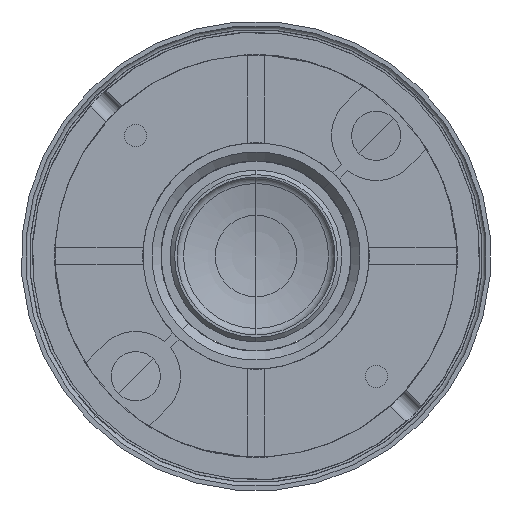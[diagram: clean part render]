
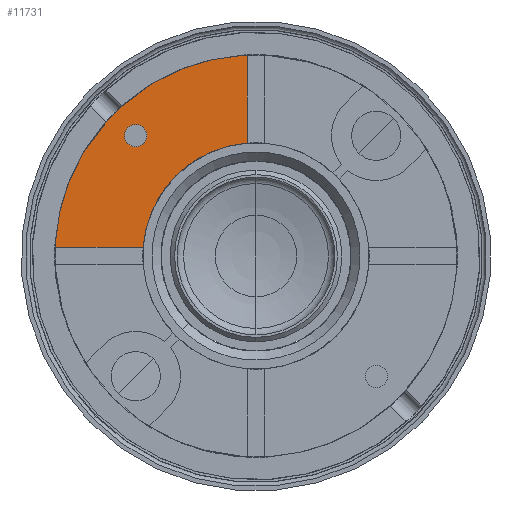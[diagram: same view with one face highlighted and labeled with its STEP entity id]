
A CAD part, front view. The second image highlights one B-rep face of the part: STEP entity #11731.
In plain terms, the highlighted planar face has unit normal (0, -1, 0).
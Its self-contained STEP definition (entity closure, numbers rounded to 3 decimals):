
#268 = VERTEX_POINT ( 'NONE', #10385 ) ;
#449 = CARTESIAN_POINT ( 'NONE',  ( -38., 4., -2.5 ) ) ;
#622 = DIRECTION ( 'NONE',  ( 0., -1., 0. ) ) ;
#722 = VECTOR ( 'NONE', #8621, 1000. ) ;
#1358 = CARTESIAN_POINT ( 'NONE',  ( 0., 4., 0. ) ) ;
#1481 = VERTEX_POINT ( 'NONE', #10641 ) ;
#2177 = ORIENTED_EDGE ( 'NONE', *, *, #5923, .F. ) ;
#2392 = DIRECTION ( 'NONE',  ( 0., 0., 1. ) ) ;
#2511 = CARTESIAN_POINT ( 'NONE',  ( 0., 4., 0. ) ) ;
#2692 = CARTESIAN_POINT ( 'NONE',  ( -33.203, 4., 30.374 ) ) ;
#3326 = DIRECTION ( 'NONE',  ( 0., 1., 0. ) ) ;
#3520 = EDGE_LOOP ( 'NONE', ( #2177, #5870, #11693, #6361 ) ) ;
#3755 = DIRECTION ( 'NONE',  ( 0., 0., 1. ) ) ;
#4162 = EDGE_LOOP ( 'NONE', ( #7891, #11315 ) ) ;
#4587 = CARTESIAN_POINT ( 'NONE',  ( -38., 4., 2.5 ) ) ;
#4767 = VERTEX_POINT ( 'NONE', #449 ) ;
#5297 = EDGE_CURVE ( 'NONE', #10866, #4767, #9149, .T. ) ;
#5337 = EDGE_CURVE ( 'NONE', #1481, #8427, #6916, .T. ) ;
#5830 = CARTESIAN_POINT ( 'NONE',  ( -38., 4., 0. ) ) ;
#5870 = ORIENTED_EDGE ( 'NONE', *, *, #5337, .F. ) ;
#5923 = EDGE_CURVE ( 'NONE', #8427, #268, #7592, .T. ) ;
#6058 = CIRCLE ( 'NONE', #7465, 45. ) ;
#6361 = ORIENTED_EDGE ( 'NONE', *, *, #8252, .F. ) ;
#6539 = DIRECTION ( 'NONE',  ( 0.707, 0., -0.707 ) ) ;
#6916 = CIRCLE ( 'NONE', #9567, 25.3 ) ;
#6936 = CIRCLE ( 'NONE', #8138, 2.5 ) ;
#7165 = DIRECTION ( 'NONE',  ( 1., 0., 0. ) ) ;
#7201 = DIRECTION ( 'NONE',  ( 0., 0., 1. ) ) ;
#7323 = AXIS2_PLACEMENT_3D ( 'NONE', #1358, #12177, #7201 ) ;
#7465 = AXIS2_PLACEMENT_3D ( 'NONE', #9097, #3326, #7165 ) ;
#7481 = CARTESIAN_POINT ( 'NONE',  ( -19.248, 4., -16.42 ) ) ;
#7533 = VERTEX_POINT ( 'NONE', #7704 ) ;
#7592 = LINE ( 'NONE', #9706, #722 ) ;
#7704 = CARTESIAN_POINT ( 'NONE',  ( -33.203, 4., 30.374 ) ) ;
#7891 = ORIENTED_EDGE ( 'NONE', *, *, #5297, .T. ) ;
#7923 = AXIS2_PLACEMENT_3D ( 'NONE', #11023, #11211, #2392 ) ;
#8138 = AXIS2_PLACEMENT_3D ( 'NONE', #5830, #12457, #3755 ) ;
#8187 = DIRECTION ( 'NONE',  ( 1., 0., 0. ) ) ;
#8252 = EDGE_CURVE ( 'NONE', #268, #7533, #6058, .T. ) ;
#8427 = VERTEX_POINT ( 'NONE', #7481 ) ;
#8621 = DIRECTION ( 'NONE',  ( -0.707, 0., -0.707 ) ) ;
#9097 = CARTESIAN_POINT ( 'NONE',  ( 0., 4., 0. ) ) ;
#9130 = FACE_BOUND ( 'NONE', #4162, .T. ) ;
#9149 = CIRCLE ( 'NONE', #7923, 2.5 ) ;
#9567 = AXIS2_PLACEMENT_3D ( 'NONE', #2511, #622, #8187 ) ;
#9706 = CARTESIAN_POINT ( 'NONE',  ( -19.248, 4., -16.42 ) ) ;
#9858 = EDGE_CURVE ( 'NONE', #7533, #1481, #11390, .T. ) ;
#10147 = PLANE ( 'NONE',  #7323 ) ;
#10385 = CARTESIAN_POINT ( 'NONE',  ( -33.203, 4., -30.374 ) ) ;
#10641 = CARTESIAN_POINT ( 'NONE',  ( -19.248, 4., 16.42 ) ) ;
#10703 = VECTOR ( 'NONE', #6539, 1000. ) ;
#10866 = VERTEX_POINT ( 'NONE', #4587 ) ;
#11023 = CARTESIAN_POINT ( 'NONE',  ( -38., 4., 0. ) ) ;
#11211 = DIRECTION ( 'NONE',  ( 0., 1., 0. ) ) ;
#11315 = ORIENTED_EDGE ( 'NONE', *, *, #11469, .T. ) ;
#11390 = LINE ( 'NONE', #2692, #10703 ) ;
#11469 = EDGE_CURVE ( 'NONE', #4767, #10866, #6936, .T. ) ;
#11693 = ORIENTED_EDGE ( 'NONE', *, *, #9858, .F. ) ;
#11731 = ADVANCED_FACE ( 'NONE', ( #9130, #12053 ), #10147, .F. ) ;
#12053 = FACE_OUTER_BOUND ( 'NONE', #3520, .T. ) ;
#12177 = DIRECTION ( 'NONE',  ( 0., 1., 0. ) ) ;
#12457 = DIRECTION ( 'NONE',  ( 0., 1., 0. ) ) ;
